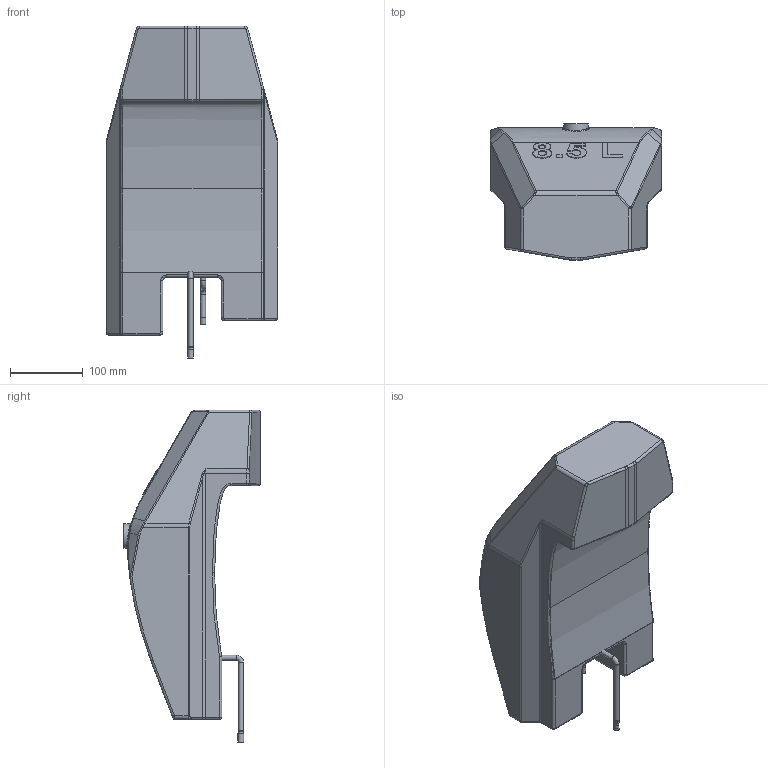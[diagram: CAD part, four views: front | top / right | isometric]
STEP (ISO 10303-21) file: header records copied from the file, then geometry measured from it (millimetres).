
FILE_DESCRIPTION(('FreeCAD Model'),'2;1');
FILE_NAME('Open CASCADE Shape Model','2025-04-26T19:55:46',('FreeCAD'),( 'FreeCAD'),'Open CASCADE STEP processor 7.6','FreeCAD','Unknown');
FILE_SCHEMA(('AUTOMOTIVE_DESIGN { 1 0 10303 214 1 1 1 1 }'));
Products named in the file (1): Open CASCADE STEP translator 7.6 1
Bounding box: 236 x 187.5 x 456.1 mm (x, y, z)
Volume: 8838816.6 mm3; surface area: 921638.3 mm2
Topology: 7 solids, 7 shells, 577 faces, 1323 edges, 765 vertices
Faces by surface type: cylinder 199, bspline 189, plane 109, torus 46, sphere 22, cone 12
Full cylindrical faces by diameter (mm): 4.45 x5, 4.567 x3, 7 x7, 7.8 x1, 8 x1, 24 x1, 30 x2, 34 x2
Entity records: 42827 total; most frequent: CARTESIAN_POINT 30514, ORIENTED_EDGE 2634, DIRECTION 2448, EDGE_CURVE 1317, AXIS2_PLACEMENT_3D 986, VERTEX_POINT 765, FACE_BOUND 596, EDGE_LOOP 596
